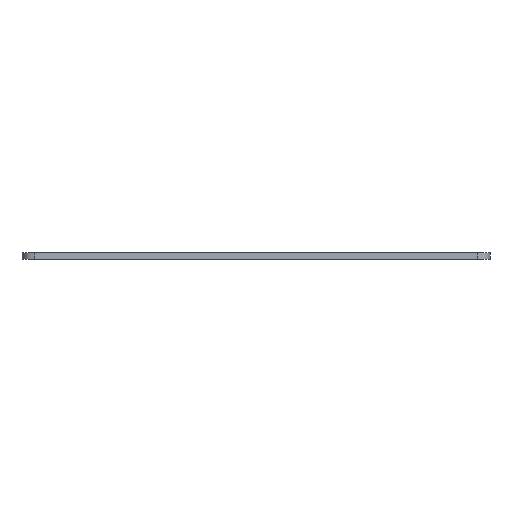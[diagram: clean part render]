
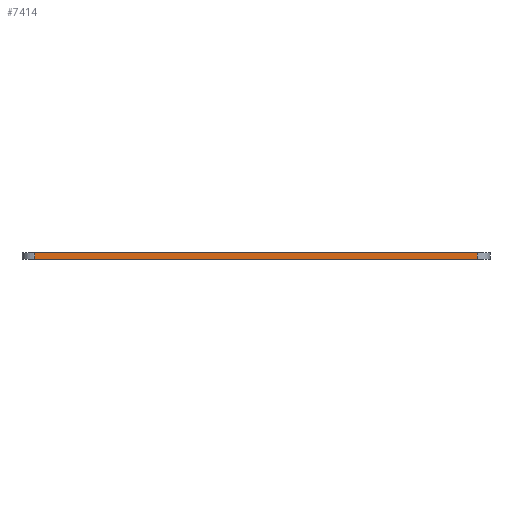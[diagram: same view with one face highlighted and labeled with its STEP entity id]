
A CAD part, front view. The second image highlights one B-rep face of the part: STEP entity #7414.
In plain terms, the highlighted planar face has unit normal (0, -1, 0).
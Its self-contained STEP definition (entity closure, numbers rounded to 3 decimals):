
#115 = EDGE_CURVE ( 'NONE', #5792, #132, #139, .T. ) ;
#132 = VERTEX_POINT ( 'NONE', #8003 ) ;
#139 = LINE ( 'NONE', #2706, #4745 ) ;
#150 = EDGE_CURVE ( 'NONE', #7717, #8151, #265, .T. ) ;
#265 = LINE ( 'NONE', #1600, #972 ) ;
#577 = EDGE_LOOP ( 'NONE', ( #1462, #878, #6246, #3921 ) ) ;
#878 = ORIENTED_EDGE ( 'NONE', *, *, #1576, .T. ) ;
#972 = VECTOR ( 'NONE', #4692, 1000. ) ;
#1197 = FACE_OUTER_BOUND ( 'NONE', #577, .T. ) ;
#1462 = ORIENTED_EDGE ( 'NONE', *, *, #150, .T. ) ;
#1576 = EDGE_CURVE ( 'NONE', #8151, #132, #7613, .T. ) ;
#1600 = CARTESIAN_POINT ( 'NONE',  ( 159., -132., 0. ) ) ;
#1811 = DIRECTION ( 'NONE',  ( -1., 0., 0. ) ) ;
#2017 = CARTESIAN_POINT ( 'NONE',  ( 56., -132., 0. ) ) ;
#2706 = CARTESIAN_POINT ( 'NONE',  ( 56., -132., 0. ) ) ;
#3102 = VECTOR ( 'NONE', #1811, 1000. ) ;
#3380 = DIRECTION ( 'NONE',  ( 0., -1., 0. ) ) ;
#3840 = CARTESIAN_POINT ( 'NONE',  ( 159., -132., 0. ) ) ;
#3921 = ORIENTED_EDGE ( 'NONE', *, *, #5037, .F. ) ;
#4440 = PLANE ( 'NONE',  #6552 ) ;
#4692 = DIRECTION ( 'NONE',  ( 0., 0., 1. ) ) ;
#4745 = VECTOR ( 'NONE', #7870, 1000. ) ;
#4923 = CARTESIAN_POINT ( 'NONE',  ( 159., -132., 1.6 ) ) ;
#5037 = EDGE_CURVE ( 'NONE', #7717, #5792, #7246, .T. ) ;
#5293 = DIRECTION ( 'NONE',  ( 0., 0., -1. ) ) ;
#5466 = DIRECTION ( 'NONE',  ( -1., 0., 0. ) ) ;
#5585 = CARTESIAN_POINT ( 'NONE',  ( 159., -132., 1.6 ) ) ;
#5792 = VERTEX_POINT ( 'NONE', #2017 ) ;
#6216 = VECTOR ( 'NONE', #5466, 1000. ) ;
#6246 = ORIENTED_EDGE ( 'NONE', *, *, #115, .F. ) ;
#6552 = AXIS2_PLACEMENT_3D ( 'NONE', #6598, #3380, #5293 ) ;
#6598 = CARTESIAN_POINT ( 'NONE',  ( 159., -132., 0. ) ) ;
#6777 = CARTESIAN_POINT ( 'NONE',  ( 159., -132., 0. ) ) ;
#7246 = LINE ( 'NONE', #6777, #6216 ) ;
#7414 = ADVANCED_FACE ( 'NONE', ( #1197 ), #4440, .T. ) ;
#7613 = LINE ( 'NONE', #5585, #3102 ) ;
#7717 = VERTEX_POINT ( 'NONE', #3840 ) ;
#7870 = DIRECTION ( 'NONE',  ( 0., 0., 1. ) ) ;
#8003 = CARTESIAN_POINT ( 'NONE',  ( 56., -132., 1.6 ) ) ;
#8151 = VERTEX_POINT ( 'NONE', #4923 ) ;
